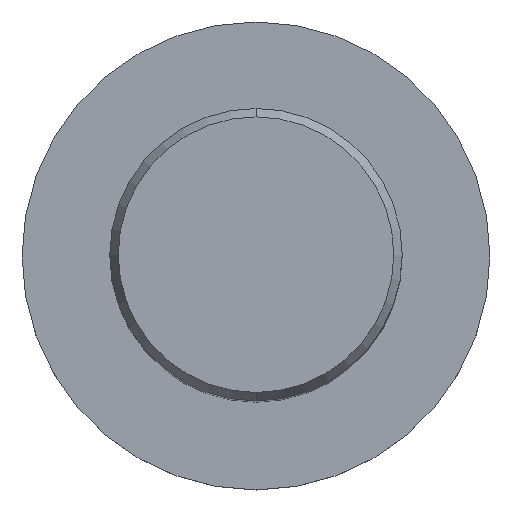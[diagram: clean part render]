
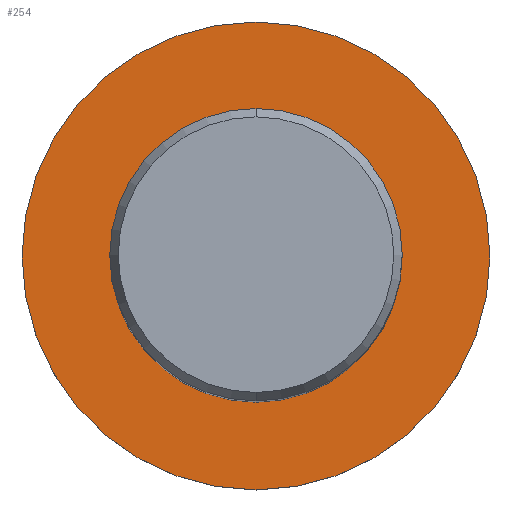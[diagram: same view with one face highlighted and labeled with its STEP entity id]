
A CAD part, top view. The second image highlights one B-rep face of the part: STEP entity #254.
In plain terms, the highlighted planar face has unit normal (0, 0, 1).
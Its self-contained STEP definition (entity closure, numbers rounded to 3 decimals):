
#254=ADVANCED_FACE('',(#711,#712),#713,.T.);
#298=EDGE_CURVE('',#460,#420,#761,.T.);
#362=EDGE_CURVE('',#550,#674,#830,.T.);
#420=VERTEX_POINT('',#892);
#460=VERTEX_POINT('',#937);
#508=EDGE_CURVE('',#674,#550,#991,.T.);
#550=VERTEX_POINT('',#1037);
#670=EDGE_CURVE('',#420,#460,#1170,.T.);
#674=VERTEX_POINT('',#1174);
#711=FACE_BOUND('',#1204,.T.);
#712=FACE_OUTER_BOUND('',#1205,.T.);
#713=PLANE('',#1206);
#761=CIRCLE('',#1314,16.0);
#830=CIRCLE('',#1474,10.0);
#892=CARTESIAN_POINT('',(0.,-16.0,-50.0));
#937=CARTESIAN_POINT('',(0.0,16.0,-50.0));
#991=CIRCLE('',#1773,10.0);
#1037=CARTESIAN_POINT('',(0.0,10.0,-50.0));
#1170=CIRCLE('',#2032,16.0);
#1174=CARTESIAN_POINT('',(0.,-10.0,-50.0));
#1204=EDGE_LOOP('',(#2072,#2073));
#1205=EDGE_LOOP('',(#2074,#2075));
#1206=AXIS2_PLACEMENT_3D('',#2076,#2077,#2078);
#1314=AXIS2_PLACEMENT_3D('',#2127,#2128,#2129);
#1474=AXIS2_PLACEMENT_3D('',#2208,#2209,#2210);
#1773=AXIS2_PLACEMENT_3D('',#2402,#2403,#2404);
#2032=AXIS2_PLACEMENT_3D('',#2644,#2645,#2646);
#2072=ORIENTED_EDGE('',*,*,#362,.T.);
#2073=ORIENTED_EDGE('',*,*,#508,.T.);
#2074=ORIENTED_EDGE('',*,*,#298,.F.);
#2075=ORIENTED_EDGE('',*,*,#670,.F.);
#2076=CARTESIAN_POINT('',(0.0,8.0,-50.0));
#2077=DIRECTION('',(-0.0,0.0,1.0));
#2078=DIRECTION('',(0.0,-1.0,0.0));
#2127=CARTESIAN_POINT('',(0.0,0.0,-50.0));
#2128=DIRECTION('',(0.0,0.0,-1.0));
#2129=DIRECTION('',(0.0,1.0,0.0));
#2208=CARTESIAN_POINT('',(0.0,0.0,-50.0));
#2209=DIRECTION('',(-0.0,0.0,-1.0));
#2210=DIRECTION('',(0.0,1.0,0.0));
#2402=CARTESIAN_POINT('',(0.0,0.0,-50.0));
#2403=DIRECTION('',(-0.0,0.0,-1.0));
#2404=DIRECTION('',(0.0,1.0,0.0));
#2644=CARTESIAN_POINT('',(0.0,0.0,-50.0));
#2645=DIRECTION('',(0.0,0.0,-1.0));
#2646=DIRECTION('',(0.0,1.0,0.0));
